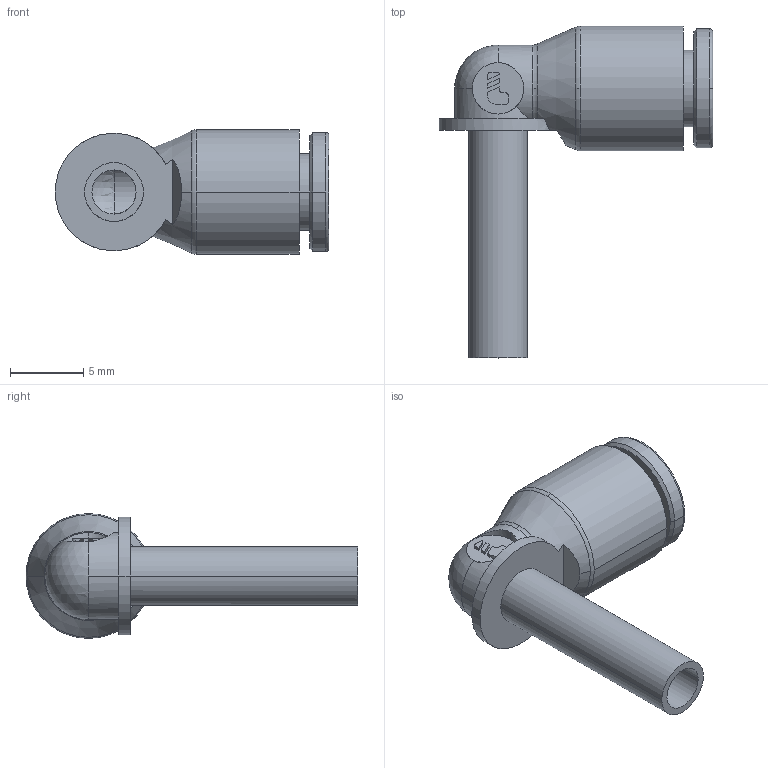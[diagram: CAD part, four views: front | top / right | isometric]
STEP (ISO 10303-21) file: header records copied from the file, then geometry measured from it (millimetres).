
FILE_DESCRIPTION(('STEP AP214'),'1');
FILE_NAME('3182_04_00.stp','2016-07-07T14:53:53',('TraceParts'),('TraceParts S.A.'),'Spatial InterOp 3D',' ',' ');
FILE_SCHEMA(('automotive_design'));
Length unit declared in the file: millimetre
Products named in the file (1): 1
Bounding box: 18.62 x 22.6 x 8.5 mm (x, y, z)
Volume: 633.3 mm3; surface area: 1118.6 mm2
Topology: 1 solids, 1 shells, 64 faces, 171 edges, 110 vertices
Faces by surface type: cylinder 26, plane 24, torus 7, cone 4, sphere 3
Entity records: 2216 total; most frequent: CARTESIAN_POINT 573, DIRECTION 365, ORIENTED_EDGE 332, EDGE_CURVE 166, AXIS2_PLACEMENT_3D 148, VERTEX_POINT 110, CIRCLE 79, EDGE_LOOP 72
